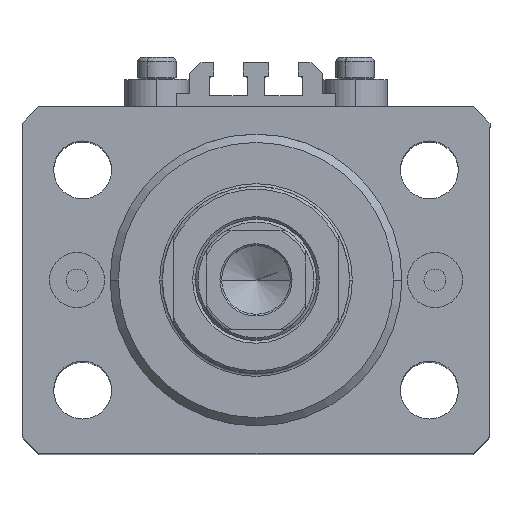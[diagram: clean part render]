
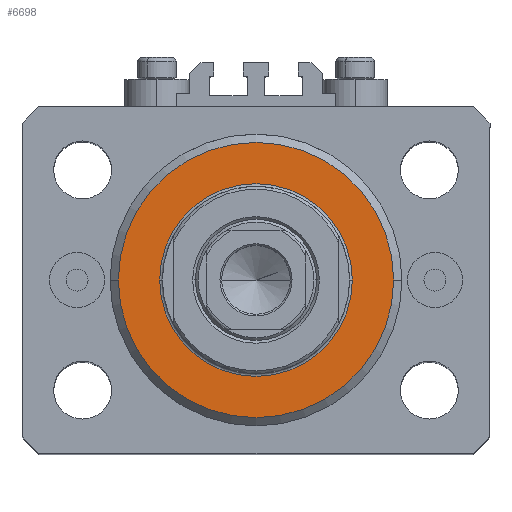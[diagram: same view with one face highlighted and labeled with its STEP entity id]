
A CAD part, top view. The second image highlights one B-rep face of the part: STEP entity #6698.
In plain terms, the highlighted face is planar.
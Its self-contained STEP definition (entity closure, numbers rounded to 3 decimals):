
#1734 = DIRECTION ( 'NONE',  ( 1., 0., 0. ) ) ;
#2365 = AXIS2_PLACEMENT_3D ( 'NONE', #13633, #13862, #39638 ) ;
#2373 = CARTESIAN_POINT ( 'NONE',  ( -25., 0., 0. ) ) ;
#2815 = AXIS2_PLACEMENT_3D ( 'NONE', #22003, #18657, #43497 ) ;
#3380 = CARTESIAN_POINT ( 'NONE',  ( 25., 0., 0. ) ) ;
#6698 = ADVANCED_FACE ( 'NONE', ( #10763, #28942 ), #29403, .F. ) ;
#8573 = CIRCLE ( 'NONE', #35294, 17.5 ) ;
#9177 = ORIENTED_EDGE ( 'NONE', *, *, #36426, .T. ) ;
#10091 = ORIENTED_EDGE ( 'NONE', *, *, #12191, .T. ) ;
#10763 = FACE_BOUND ( 'NONE', #45605, .T. ) ;
#10788 = CIRCLE ( 'NONE', #2365, 25. ) ;
#12067 = ORIENTED_EDGE ( 'NONE', *, *, #33899, .T. ) ;
#12191 = EDGE_CURVE ( 'NONE', #36594, #42662, #45997, .T. ) ;
#12597 = EDGE_LOOP ( 'NONE', ( #12067, #31884 ) ) ;
#13633 = CARTESIAN_POINT ( 'NONE',  ( 0., 0., 0. ) ) ;
#13862 = DIRECTION ( 'NONE',  ( 0., 0., -1. ) ) ;
#15032 = CARTESIAN_POINT ( 'NONE',  ( 17.5, 0., 0. ) ) ;
#18408 = CARTESIAN_POINT ( 'NONE',  ( 0., 0., 0. ) ) ;
#18657 = DIRECTION ( 'NONE',  ( 0., 0., 1. ) ) ;
#19524 = VERTEX_POINT ( 'NONE', #2373 ) ;
#21984 = DIRECTION ( 'NONE',  ( 1., 0., 0. ) ) ;
#22003 = CARTESIAN_POINT ( 'NONE',  ( 0., 0., 0. ) ) ;
#23482 = CARTESIAN_POINT ( 'NONE',  ( 0., 0., 0. ) ) ;
#23835 = CARTESIAN_POINT ( 'NONE',  ( 0., 0., 0. ) ) ;
#25260 = EDGE_CURVE ( 'NONE', #19524, #40217, #36586, .T. ) ;
#26114 = CARTESIAN_POINT ( 'NONE',  ( -17.5, 0., 0. ) ) ;
#28380 = DIRECTION ( 'NONE',  ( 0., 0., -1. ) ) ;
#28942 = FACE_OUTER_BOUND ( 'NONE', #12597, .T. ) ;
#29403 = PLANE ( 'NONE',  #2815 ) ;
#31884 = ORIENTED_EDGE ( 'NONE', *, *, #25260, .T. ) ;
#33552 = AXIS2_PLACEMENT_3D ( 'NONE', #23835, #28380, #35776 ) ;
#33772 = DIRECTION ( 'NONE',  ( 0., 0., 1. ) ) ;
#33899 = EDGE_CURVE ( 'NONE', #40217, #19524, #10788, .T. ) ;
#35294 = AXIS2_PLACEMENT_3D ( 'NONE', #18408, #47044, #21984 ) ;
#35365 = AXIS2_PLACEMENT_3D ( 'NONE', #23482, #33772, #1734 ) ;
#35776 = DIRECTION ( 'NONE',  ( 1., 0., 0. ) ) ;
#36426 = EDGE_CURVE ( 'NONE', #42662, #36594, #8573, .T. ) ;
#36586 = CIRCLE ( 'NONE', #33552, 25. ) ;
#36594 = VERTEX_POINT ( 'NONE', #15032 ) ;
#39638 = DIRECTION ( 'NONE',  ( 1., 0., 0. ) ) ;
#40217 = VERTEX_POINT ( 'NONE', #3380 ) ;
#42662 = VERTEX_POINT ( 'NONE', #26114 ) ;
#43497 = DIRECTION ( 'NONE',  ( 1., 0., 0. ) ) ;
#45605 = EDGE_LOOP ( 'NONE', ( #10091, #9177 ) ) ;
#45997 = CIRCLE ( 'NONE', #35365, 17.5 ) ;
#47044 = DIRECTION ( 'NONE',  ( 0., 0., 1. ) ) ;
